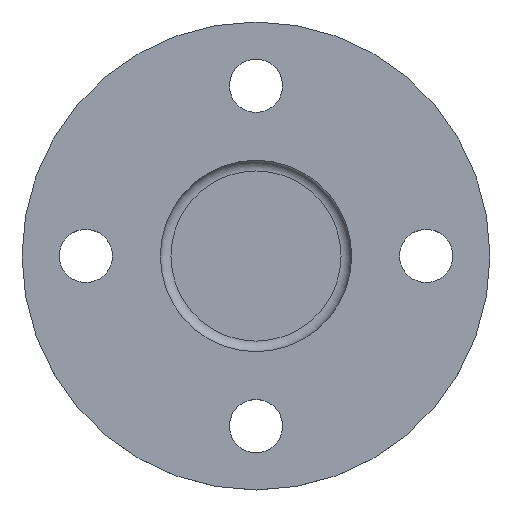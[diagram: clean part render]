
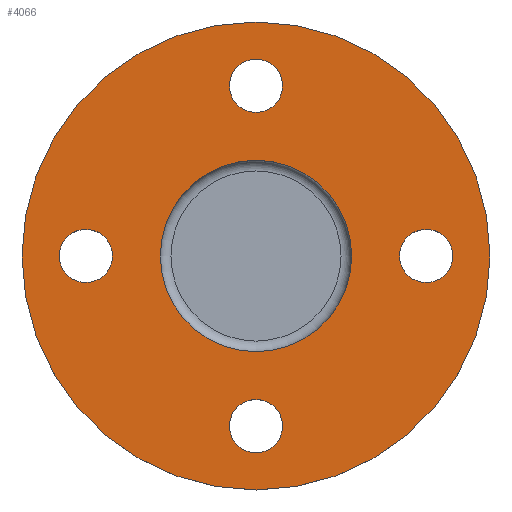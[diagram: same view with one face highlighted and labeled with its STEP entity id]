
A CAD part, top view. The second image highlights one B-rep face of the part: STEP entity #4066.
In plain terms, the highlighted planar face has unit normal (0, 0, 1).
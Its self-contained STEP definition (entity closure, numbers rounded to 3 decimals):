
#30=FACE_BOUND('',#1258,.T.);
#31=FACE_BOUND('',#1259,.T.);
#32=FACE_BOUND('',#1260,.T.);
#33=FACE_BOUND('',#1261,.T.);
#34=FACE_BOUND('',#1262,.T.);
#64=PLANE('',#4616);
#975=FACE_OUTER_BOUND('',#1257,.T.);
#1257=EDGE_LOOP('',(#3443));
#1258=EDGE_LOOP('',(#3444));
#1259=EDGE_LOOP('',(#3445));
#1260=EDGE_LOOP('',(#3446));
#1261=EDGE_LOOP('',(#3447));
#1262=EDGE_LOOP('',(#3448));
#1571=CIRCLE('',#4604,4.5);
#1572=CIRCLE('',#4607,1.25);
#1573=CIRCLE('',#4609,1.25);
#1574=CIRCLE('',#4611,1.25);
#1575=CIRCLE('',#4613,1.25);
#1576=CIRCLE('',#4615,11.);
#1972=VERTEX_POINT('',#7825);
#1973=VERTEX_POINT('',#7829);
#1974=VERTEX_POINT('',#7832);
#1975=VERTEX_POINT('',#7835);
#1976=VERTEX_POINT('',#7838);
#1977=VERTEX_POINT('',#7841);
#2499=EDGE_CURVE('',#1972,#1972,#1571,.T.);
#2500=EDGE_CURVE('',#1973,#1973,#1572,.T.);
#2501=EDGE_CURVE('',#1974,#1974,#1573,.T.);
#2502=EDGE_CURVE('',#1975,#1975,#1574,.T.);
#2503=EDGE_CURVE('',#1976,#1976,#1575,.T.);
#2504=EDGE_CURVE('',#1977,#1977,#1576,.T.);
#3443=ORIENTED_EDGE('',*,*,#2504,.T.);
#3444=ORIENTED_EDGE('',*,*,#2499,.T.);
#3445=ORIENTED_EDGE('',*,*,#2500,.T.);
#3446=ORIENTED_EDGE('',*,*,#2501,.T.);
#3447=ORIENTED_EDGE('',*,*,#2502,.T.);
#3448=ORIENTED_EDGE('',*,*,#2503,.T.);
#4066=ADVANCED_FACE('',(#975,#30,#31,#32,#33,#34),#64,.T.);
#4604=AXIS2_PLACEMENT_3D('',#7826,#5804,#5805);
#4607=AXIS2_PLACEMENT_3D('',#7830,#5810,#5811);
#4609=AXIS2_PLACEMENT_3D('',#7833,#5814,#5815);
#4611=AXIS2_PLACEMENT_3D('',#7836,#5818,#5819);
#4613=AXIS2_PLACEMENT_3D('',#7839,#5822,#5823);
#4615=AXIS2_PLACEMENT_3D('',#7842,#5826,#5827);
#4616=AXIS2_PLACEMENT_3D('',#7843,#5828,#5829);
#5804=DIRECTION('center_axis',(0.,0.,-1.));
#5805=DIRECTION('ref_axis',(-1.,0.,0.));
#5810=DIRECTION('center_axis',(0.,0.,-1.));
#5811=DIRECTION('ref_axis',(-1.,0.,0.));
#5814=DIRECTION('center_axis',(0.,0.,-1.));
#5815=DIRECTION('ref_axis',(-1.,0.,0.));
#5818=DIRECTION('center_axis',(0.,0.,-1.));
#5819=DIRECTION('ref_axis',(-1.,0.,0.));
#5822=DIRECTION('center_axis',(0.,0.,-1.));
#5823=DIRECTION('ref_axis',(-1.,0.,0.));
#5826=DIRECTION('center_axis',(0.,0.,1.));
#5827=DIRECTION('ref_axis',(-1.,0.,0.));
#5828=DIRECTION('center_axis',(0.,0.,1.));
#5829=DIRECTION('ref_axis',(1.,0.,0.));
#7825=CARTESIAN_POINT('',(4.5,0.,4.756));
#7826=CARTESIAN_POINT('Origin',(0.,0.,4.756));
#7829=CARTESIAN_POINT('',(1.25,8.,4.756));
#7830=CARTESIAN_POINT('Origin',(0.,8.,4.756));
#7832=CARTESIAN_POINT('',(9.25,0.,4.756));
#7833=CARTESIAN_POINT('Origin',(8.,0.,4.756));
#7835=CARTESIAN_POINT('',(1.25,-8.,4.756));
#7836=CARTESIAN_POINT('Origin',(0.,-8.,4.756));
#7838=CARTESIAN_POINT('',(-6.75,0.,4.756));
#7839=CARTESIAN_POINT('Origin',(-8.,0.,4.756));
#7841=CARTESIAN_POINT('',(11.,0.,4.756));
#7842=CARTESIAN_POINT('Origin',(0.,0.,4.756));
#7843=CARTESIAN_POINT('Origin',(0.,0.,4.756));
